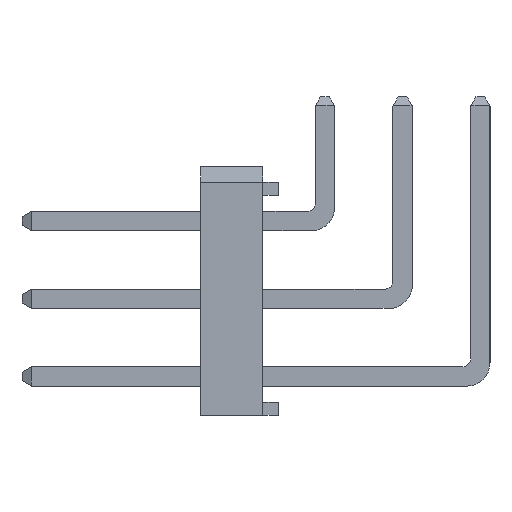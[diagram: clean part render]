
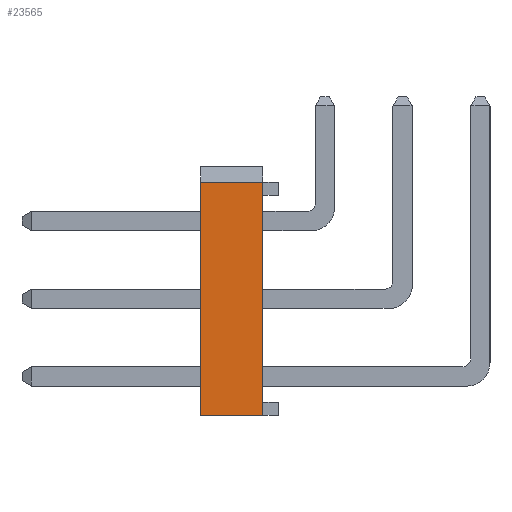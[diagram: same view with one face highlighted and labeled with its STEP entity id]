
A CAD part, left-side view. The second image highlights one B-rep face of the part: STEP entity #23565.
In plain terms, the highlighted planar face has unit normal (-1, 0, 0).
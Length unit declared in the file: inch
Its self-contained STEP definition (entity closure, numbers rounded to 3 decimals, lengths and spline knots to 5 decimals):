
#2045=ORIENTED_EDGE('',*,*,#8439,.F.);
#2046=ORIENTED_EDGE('',*,*,#8060,.F.);
#2047=ORIENTED_EDGE('',*,*,#8440,.F.);
#2048=ORIENTED_EDGE('',*,*,#7654,.T.);
#7654=EDGE_CURVE('',#10929,#10928,#13188,.T.);
#8060=EDGE_CURVE('',#11179,#11180,#13594,.T.);
#8439=EDGE_CURVE('',#11180,#10928,#13973,.T.);
#8440=EDGE_CURVE('',#10929,#11179,#13974,.T.);
#10928=VERTEX_POINT('',#33315);
#10929=VERTEX_POINT('',#33317);
#11179=VERTEX_POINT('',#34104);
#11180=VERTEX_POINT('',#34106);
#13188=LINE('',#33316,#16470);
#13594=LINE('',#34105,#16876);
#13973=LINE('',#34863,#17255);
#13974=LINE('',#34864,#17256);
#16470=VECTOR('',#26790,39.37008);
#16876=VECTOR('',#27460,39.37008);
#17255=VECTOR('',#28115,39.37008);
#17256=VECTOR('',#28116,39.37008);
#19491=EDGE_LOOP('',(#2045,#2046,#2047,#2048));
#20909=FACE_BOUND('',#19491,.T.);
#22327=PLANE('',#24889);
#23565=ADVANCED_FACE('',(#20909),#22327,.F.);
#24889=AXIS2_PLACEMENT_3D('',#34862,#28113,#28114);
#26790=DIRECTION('',(0.,-1.,0.));
#27460=DIRECTION('',(0.,-1.,0.));
#28113=DIRECTION('',(1.,0.,0.));
#28114=DIRECTION('',(0.,0.,-1.));
#28115=DIRECTION('',(0.,0.,-1.));
#28116=DIRECTION('',(0.,0.,1.));
#33315=CARTESIAN_POINT('',(-0.5,0.02,-0.15));
#33316=CARTESIAN_POINT('',(-0.5,0.1,-0.15));
#33317=CARTESIAN_POINT('',(-0.5,0.1,-0.15));
#34104=CARTESIAN_POINT('',(-0.5,0.1,0.15));
#34105=CARTESIAN_POINT('',(-0.5,0.1,0.15));
#34106=CARTESIAN_POINT('',(-0.5,0.02,0.15));
#34862=CARTESIAN_POINT('',(-0.5,0.1,-0.15));
#34863=CARTESIAN_POINT('',(-0.5,0.02,-0.15));
#34864=CARTESIAN_POINT('',(-0.5,0.1,-0.15));
